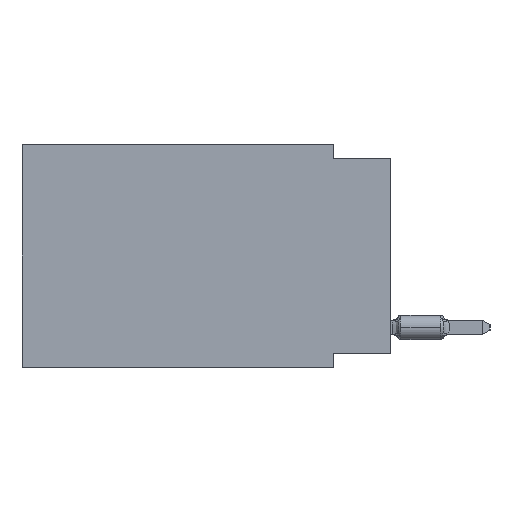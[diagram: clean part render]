
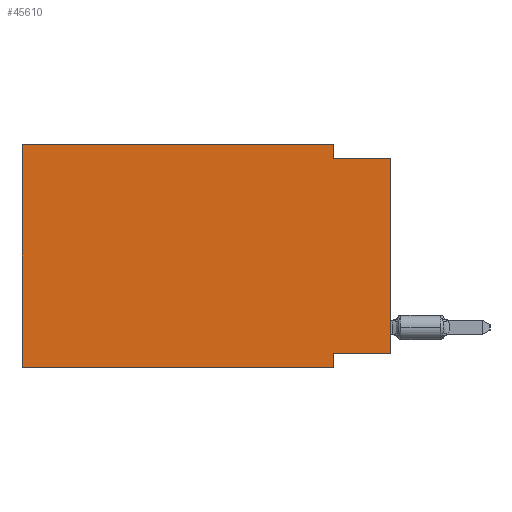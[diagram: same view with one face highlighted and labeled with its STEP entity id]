
A CAD part, left-side view. The second image highlights one B-rep face of the part: STEP entity #45610.
In plain terms, the highlighted planar face has unit normal (-1, 0, 0).
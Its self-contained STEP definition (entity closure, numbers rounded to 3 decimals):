
#375 = CARTESIAN_POINT ( 'NONE',  ( 0., 2.54, -0.635 ) ) ;
#2089 = LINE ( 'NONE', #3757, #32615 ) ;
#3757 = CARTESIAN_POINT ( 'NONE',  ( 0., 0., -9.271 ) ) ;
#5191 = LINE ( 'NONE', #10214, #28987 ) ;
#5912 = LINE ( 'NONE', #42080, #23106 ) ;
#5923 = ORIENTED_EDGE ( 'NONE', *, *, #41250, .T. ) ;
#6368 = LINE ( 'NONE', #36861, #28052 ) ;
#7269 = CARTESIAN_POINT ( 'NONE',  ( 0., 0., -9.271 ) ) ;
#9227 = CARTESIAN_POINT ( 'NONE',  ( 0., 0., 0. ) ) ;
#10214 = CARTESIAN_POINT ( 'NONE',  ( 0., 16.383, -9.906 ) ) ;
#10819 = CARTESIAN_POINT ( 'NONE',  ( 0., 0., -0.635 ) ) ;
#11553 = EDGE_CURVE ( 'NONE', #16635, #64798, #5912, .T. ) ;
#13210 = FACE_OUTER_BOUND ( 'NONE', #64967, .T. ) ;
#15776 = CARTESIAN_POINT ( 'NONE',  ( 0., 2.54, 0. ) ) ;
#15873 = CARTESIAN_POINT ( 'NONE',  ( 0., 2.54, -9.271 ) ) ;
#16635 = VERTEX_POINT ( 'NONE', #48970 ) ;
#17098 = VECTOR ( 'NONE', #55428, 1000. ) ;
#17723 = EDGE_CURVE ( 'NONE', #21056, #31330, #2089, .T. ) ;
#17995 = ORIENTED_EDGE ( 'NONE', *, *, #42477, .T. ) ;
#18887 = DIRECTION ( 'NONE',  ( 0., 0., -1. ) ) ;
#19142 = DIRECTION ( 'NONE',  ( 0., 1., 0. ) ) ;
#19624 = CARTESIAN_POINT ( 'NONE',  ( 0., 2.54, -9.906 ) ) ;
#21056 = VERTEX_POINT ( 'NONE', #7269 ) ;
#21222 = LINE ( 'NONE', #10819, #30913 ) ;
#21969 = ORIENTED_EDGE ( 'NONE', *, *, #43056, .F. ) ;
#22845 = EDGE_CURVE ( 'NONE', #47749, #16635, #49037, .T. ) ;
#23106 = VECTOR ( 'NONE', #62183, 1000. ) ;
#25010 = LINE ( 'NONE', #51971, #36525 ) ;
#28052 = VECTOR ( 'NONE', #46895, 1000. ) ;
#28987 = VECTOR ( 'NONE', #40365, 1000. ) ;
#29308 = CARTESIAN_POINT ( 'NONE',  ( 0., 16.383, 0. ) ) ;
#29326 = ORIENTED_EDGE ( 'NONE', *, *, #22845, .F. ) ;
#30913 = VECTOR ( 'NONE', #52332, 1000. ) ;
#31330 = VERTEX_POINT ( 'NONE', #15873 ) ;
#31584 = DIRECTION ( 'NONE',  ( 0., 0., -1. ) ) ;
#32615 = VECTOR ( 'NONE', #19142, 1000. ) ;
#36146 = ORIENTED_EDGE ( 'NONE', *, *, #55951, .F. ) ;
#36525 = VECTOR ( 'NONE', #31584, 1000. ) ;
#36861 = CARTESIAN_POINT ( 'NONE',  ( 0., 2.54, -9.906 ) ) ;
#38806 = CARTESIAN_POINT ( 'NONE',  ( 0., 16.383, -9.906 ) ) ;
#39456 = VECTOR ( 'NONE', #49700, 1000. ) ;
#39794 = AXIS2_PLACEMENT_3D ( 'NONE', #29308, #64764, #18887 ) ;
#40365 = DIRECTION ( 'NONE',  ( 0., -1., 0. ) ) ;
#41250 = EDGE_CURVE ( 'NONE', #21056, #61320, #56091, .T. ) ;
#42080 = CARTESIAN_POINT ( 'NONE',  ( 0., 16.383, 0. ) ) ;
#42477 = EDGE_CURVE ( 'NONE', #47749, #61917, #5191, .T. ) ;
#43056 = EDGE_CURVE ( 'NONE', #64798, #60163, #25010, .T. ) ;
#45610 = ADVANCED_FACE ( 'NONE', ( #13210 ), #65761, .F. ) ;
#45909 = CARTESIAN_POINT ( 'NONE',  ( 0., 0., -0.635 ) ) ;
#46895 = DIRECTION ( 'NONE',  ( 0., 0., -1. ) ) ;
#47749 = VERTEX_POINT ( 'NONE', #38806 ) ;
#48970 = CARTESIAN_POINT ( 'NONE',  ( 0., 16.383, 0. ) ) ;
#49037 = LINE ( 'NONE', #63470, #39456 ) ;
#49688 = EDGE_CURVE ( 'NONE', #31330, #61917, #6368, .T. ) ;
#49700 = DIRECTION ( 'NONE',  ( 0., 0., 1. ) ) ;
#49976 = ORIENTED_EDGE ( 'NONE', *, *, #49688, .F. ) ;
#51971 = CARTESIAN_POINT ( 'NONE',  ( 0., 2.54, 0. ) ) ;
#52332 = DIRECTION ( 'NONE',  ( 0., -1., 0. ) ) ;
#53274 = ORIENTED_EDGE ( 'NONE', *, *, #11553, .F. ) ;
#54697 = ORIENTED_EDGE ( 'NONE', *, *, #17723, .F. ) ;
#55428 = DIRECTION ( 'NONE',  ( 0., 0., 1. ) ) ;
#55951 = EDGE_CURVE ( 'NONE', #60163, #61320, #21222, .T. ) ;
#56091 = LINE ( 'NONE', #9227, #17098 ) ;
#60163 = VERTEX_POINT ( 'NONE', #375 ) ;
#61320 = VERTEX_POINT ( 'NONE', #45909 ) ;
#61917 = VERTEX_POINT ( 'NONE', #19624 ) ;
#62183 = DIRECTION ( 'NONE',  ( 0., -1., 0. ) ) ;
#63470 = CARTESIAN_POINT ( 'NONE',  ( 0., 16.383, 0. ) ) ;
#64764 = DIRECTION ( 'NONE',  ( 1., 0., 0. ) ) ;
#64798 = VERTEX_POINT ( 'NONE', #15776 ) ;
#64967 = EDGE_LOOP ( 'NONE', ( #5923, #36146, #21969, #53274, #29326, #17995, #49976, #54697 ) ) ;
#65761 = PLANE ( 'NONE',  #39794 ) ;
